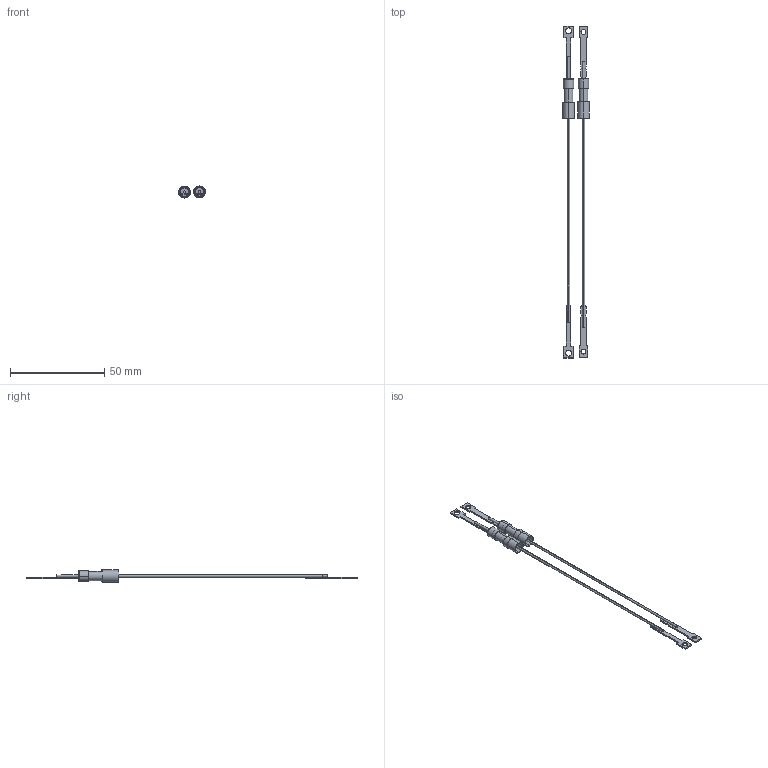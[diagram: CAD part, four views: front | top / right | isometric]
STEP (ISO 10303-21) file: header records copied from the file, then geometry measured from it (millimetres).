
FILE_DESCRIPTION (( 'STEP AP203' ), '1' );
FILE_NAME ('A0802-4-W.STEP', '2013-04-01T11:09:42', ( '' ), ( '' ), 'SwSTEP 2.0', 'SolidWorks 2012', '' );
FILE_SCHEMA (( 'CONFIG_CONTROL_DESIGN' ));
Length unit declared in the file: inch
Products named in the file (1): A0802-4-W
Bounding box: 14.21 x 176.11 x 6.37 mm (x, y, z)
Volume: 1260 mm3; surface area: 3039.8 mm2
Topology: 2 solids, 4 shells, 144 faces, 356 edges, 232 vertices
Faces by surface type: cylinder 62, plane 62, cone 16, torus 4
Entity records: 4609 total; most frequent: CARTESIAN_POINT 961, DIRECTION 786, ORIENTED_EDGE 712, EDGE_CURVE 356, AXIS2_PLACEMENT_3D 293, VERTEX_POINT 232, VECTOR 200, LINE 200
